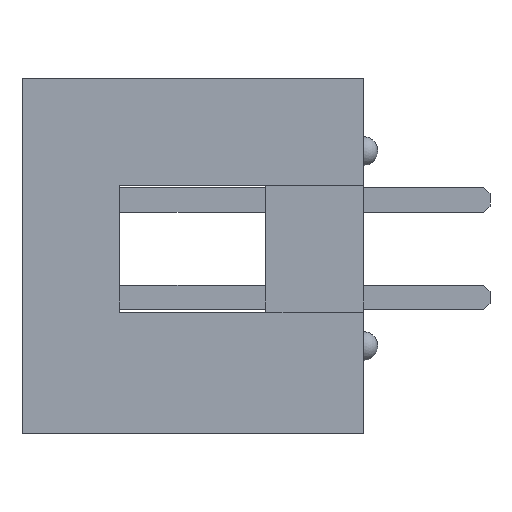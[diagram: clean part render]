
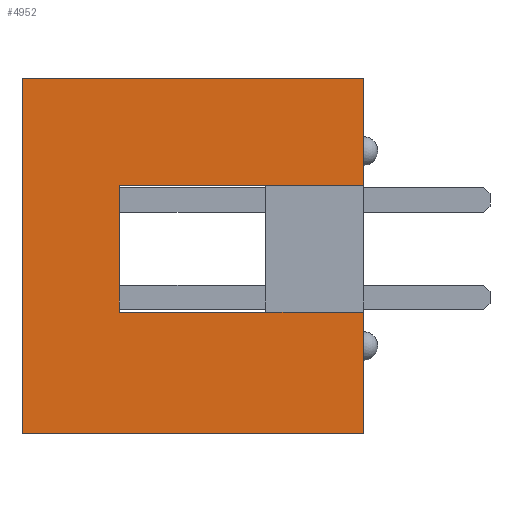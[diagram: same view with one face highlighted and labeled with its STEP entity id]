
A CAD part, left-side view. The second image highlights one B-rep face of the part: STEP entity #4952.
In plain terms, the highlighted planar face has unit normal (-1, 0, 0).
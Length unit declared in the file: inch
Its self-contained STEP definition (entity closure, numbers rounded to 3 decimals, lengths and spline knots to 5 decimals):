
#1304=ORIENTED_EDGE('',*,*,#2060,.F.);
#1305=ORIENTED_EDGE('',*,*,#2086,.F.);
#1306=ORIENTED_EDGE('',*,*,#2083,.F.);
#1307=ORIENTED_EDGE('',*,*,#2107,.F.);
#1308=ORIENTED_EDGE('',*,*,#2108,.T.);
#1309=ORIENTED_EDGE('',*,*,#2109,.T.);
#1310=ORIENTED_EDGE('',*,*,#2079,.F.);
#1311=ORIENTED_EDGE('',*,*,#2099,.F.);
#2060=EDGE_CURVE('',#2566,#2546,#3228,.T.);
#2079=EDGE_CURVE('',#2585,#2586,#3243,.T.);
#2083=EDGE_CURVE('',#2589,#2590,#3247,.T.);
#2086=EDGE_CURVE('',#2590,#2566,#3250,.T.);
#2099=EDGE_CURVE('',#2546,#2585,#3263,.T.);
#2107=EDGE_CURVE('',#2600,#2589,#3271,.T.);
#2108=EDGE_CURVE('',#2600,#2601,#3272,.T.);
#2109=EDGE_CURVE('',#2601,#2586,#3273,.T.);
#2546=VERTEX_POINT('',#7659);
#2566=VERTEX_POINT('',#7700);
#2585=VERTEX_POINT('',#7739);
#2586=VERTEX_POINT('',#7741);
#2589=VERTEX_POINT('',#7747);
#2590=VERTEX_POINT('',#7749);
#2600=VERTEX_POINT('',#7791);
#2601=VERTEX_POINT('',#7793);
#3228=LINE('',#7701,#3926);
#3243=LINE('',#7740,#3941);
#3247=LINE('',#7748,#3945);
#3250=LINE('',#7753,#3948);
#3263=LINE('',#7776,#3961);
#3271=LINE('',#7790,#3969);
#3272=LINE('',#7792,#3970);
#3273=LINE('',#7794,#3971);
#3926=VECTOR('',#6291,39.37008);
#3941=VECTOR('',#6316,39.37008);
#3945=VECTOR('',#6320,39.37008);
#3948=VECTOR('',#6325,39.37008);
#3961=VECTOR('',#6348,39.37008);
#3969=VECTOR('',#6360,39.37008);
#3970=VECTOR('',#6361,39.37008);
#3971=VECTOR('',#6362,39.37008);
#4226=EDGE_LOOP('',(#1304,#1305,#1306,#1307,#1308,#1309,#1310,#1311));
#4472=FACE_BOUND('',#4226,.T.);
#4714=PLANE('',#5238);
#4952=ADVANCED_FACE('',(#4472),#4714,.F.);
#5238=AXIS2_PLACEMENT_3D('',#7789,#6358,#6359);
#6291=DIRECTION('',(0.,0.,1.));
#6316=DIRECTION('',(0.,0.,-1.));
#6320=DIRECTION('',(0.,0.,-1.));
#6325=DIRECTION('',(0.,1.,0.));
#6348=DIRECTION('',(0.,-1.,0.));
#6358=DIRECTION('',(1.,0.,0.));
#6359=DIRECTION('',(0.,0.,-1.));
#6360=DIRECTION('',(0.,-1.,0.));
#6361=DIRECTION('',(0.,0.,1.));
#6362=DIRECTION('',(0.,-1.,0.));
#7659=CARTESIAN_POINT('',(-0.475,0.35,0.175));
#7700=CARTESIAN_POINT('',(-0.475,0.35,-0.19));
#7701=CARTESIAN_POINT('',(-0.475,0.35,-0.19));
#7739=CARTESIAN_POINT('',(-0.475,0.,0.175));
#7740=CARTESIAN_POINT('',(-0.475,0.,0.175));
#7741=CARTESIAN_POINT('',(-0.475,0.,0.065));
#7747=CARTESIAN_POINT('',(-0.475,0.,-0.065));
#7748=CARTESIAN_POINT('',(-0.475,0.,0.175));
#7749=CARTESIAN_POINT('',(-0.475,0.,-0.19));
#7753=CARTESIAN_POINT('',(-0.475,0.,-0.19));
#7776=CARTESIAN_POINT('',(-0.475,0.35,0.175));
#7789=CARTESIAN_POINT('',(-0.475,0.,0.));
#7790=CARTESIAN_POINT('',(-0.475,0.25,-0.065));
#7791=CARTESIAN_POINT('',(-0.475,0.25,-0.065));
#7792=CARTESIAN_POINT('',(-0.475,0.25,0.));
#7793=CARTESIAN_POINT('',(-0.475,0.25,0.065));
#7794=CARTESIAN_POINT('',(-0.475,0.25,0.065));
